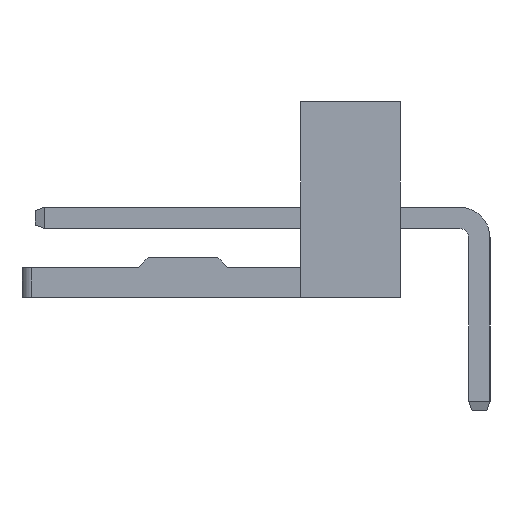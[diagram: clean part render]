
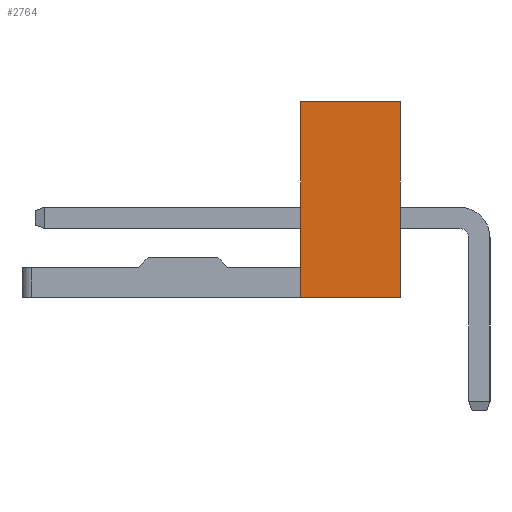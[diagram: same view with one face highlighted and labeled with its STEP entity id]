
A CAD part, left-side view. The second image highlights one B-rep face of the part: STEP entity #2764.
In plain terms, the highlighted planar face has unit normal (-1, 0, 0).
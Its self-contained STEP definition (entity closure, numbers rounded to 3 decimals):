
#24 = DIRECTION ( 'NONE',  ( 0., 1., 0. ) ) ;
#786 = CARTESIAN_POINT ( 'NONE',  ( -1.27, 2.38, 0. ) ) ;
#876 = DIRECTION ( 'NONE',  ( 0., 1., 0. ) ) ;
#902 = CARTESIAN_POINT ( 'NONE',  ( -1.27, 5.38, 0. ) ) ;
#1026 = CARTESIAN_POINT ( 'NONE',  ( -1.27, 2.38, 0. ) ) ;
#1560 = DIRECTION ( 'NONE',  ( -1., 0., 0. ) ) ;
#1572 = VECTOR ( 'NONE', #8957, 1000. ) ;
#2058 = ORIENTED_EDGE ( 'NONE', *, *, #12322, .T. ) ;
#2509 = VERTEX_POINT ( 'NONE', #6404 ) ;
#2764 = ADVANCED_FACE ( 'NONE', ( #13843 ), #6263, .T. ) ;
#3082 = EDGE_CURVE ( 'NONE', #13816, #9456, #3696, .T. ) ;
#3596 = CARTESIAN_POINT ( 'NONE',  ( -1.27, 2.38, 0. ) ) ;
#3696 = LINE ( 'NONE', #1026, #13829 ) ;
#4015 = AXIS2_PLACEMENT_3D ( 'NONE', #5239, #1560, #11028 ) ;
#4546 = VECTOR ( 'NONE', #10232, 1000. ) ;
#5208 = EDGE_LOOP ( 'NONE', ( #11535, #14030, #2058, #7802 ) ) ;
#5239 = CARTESIAN_POINT ( 'NONE',  ( -1.27, 2.38, 0. ) ) ;
#5649 = LINE ( 'NONE', #786, #1572 ) ;
#6263 = PLANE ( 'NONE',  #4015 ) ;
#6404 = CARTESIAN_POINT ( 'NONE',  ( -1.27, 5.38, 5.9 ) ) ;
#6643 = CARTESIAN_POINT ( 'NONE',  ( -1.27, 2.38, 5.9 ) ) ;
#7102 = CARTESIAN_POINT ( 'NONE',  ( -1.27, 2.38, 5.9 ) ) ;
#7802 = ORIENTED_EDGE ( 'NONE', *, *, #13914, .T. ) ;
#7965 = LINE ( 'NONE', #7102, #11616 ) ;
#8957 = DIRECTION ( 'NONE',  ( 0., 0., 1. ) ) ;
#9100 = VERTEX_POINT ( 'NONE', #6643 ) ;
#9456 = VERTEX_POINT ( 'NONE', #9755 ) ;
#9755 = CARTESIAN_POINT ( 'NONE',  ( -1.27, 5.38, 0. ) ) ;
#10232 = DIRECTION ( 'NONE',  ( 0., 0., -1. ) ) ;
#11028 = DIRECTION ( 'NONE',  ( 0., 0., 1. ) ) ;
#11535 = ORIENTED_EDGE ( 'NONE', *, *, #11722, .T. ) ;
#11616 = VECTOR ( 'NONE', #24, 1000. ) ;
#11722 = EDGE_CURVE ( 'NONE', #2509, #9456, #14667, .T. ) ;
#12322 = EDGE_CURVE ( 'NONE', #13816, #9100, #5649, .T. ) ;
#13816 = VERTEX_POINT ( 'NONE', #3596 ) ;
#13829 = VECTOR ( 'NONE', #876, 1000. ) ;
#13843 = FACE_OUTER_BOUND ( 'NONE', #5208, .T. ) ;
#13914 = EDGE_CURVE ( 'NONE', #9100, #2509, #7965, .T. ) ;
#14030 = ORIENTED_EDGE ( 'NONE', *, *, #3082, .F. ) ;
#14667 = LINE ( 'NONE', #902, #4546 ) ;
